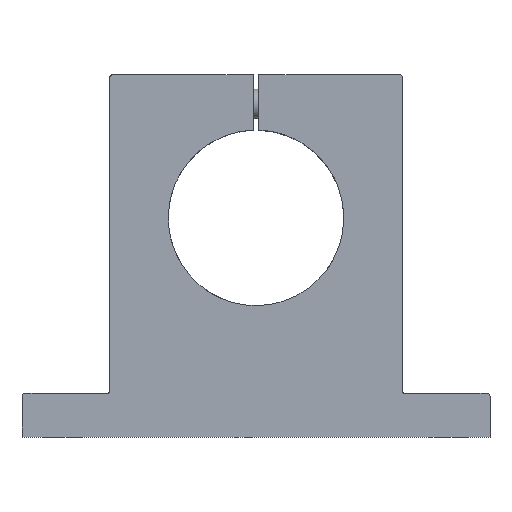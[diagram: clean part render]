
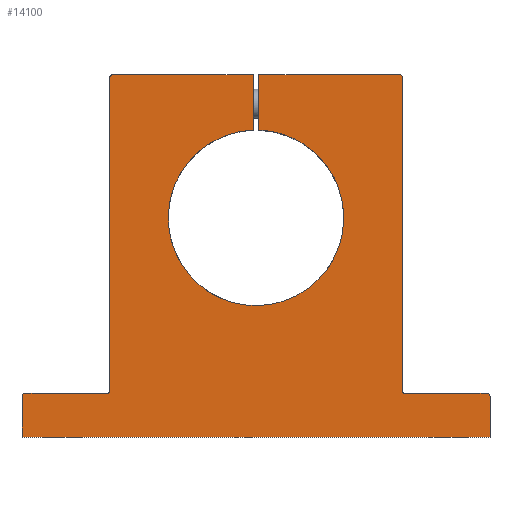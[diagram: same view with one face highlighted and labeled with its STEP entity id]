
A CAD part, top view. The second image highlights one B-rep face of the part: STEP entity #14100.
In plain terms, the highlighted free-form (B-spline) face has degree [1, 1] with [2, 2] control points.
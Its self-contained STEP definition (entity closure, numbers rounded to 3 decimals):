
#100 = CARTESIAN_POINT ('', (-50., 123., 48.));
#110 = VERTEX_POINT ('', #100);
#170 = CARTESIAN_POINT ('', (-49., 124., 48.));
#180 = VERTEX_POINT ('', #170);
#190 = CARTESIAN_POINT ('', (-50., 123., 48.));
#200 = CARTESIAN_POINT ('', (-50., 123.586, 48.));
#210 = CARTESIAN_POINT ('', (-49.586, 124., 48.));
#220 = CARTESIAN_POINT ('', (-49., 124., 48.));
#230 = (
   BOUNDED_CURVE ()
   B_SPLINE_CURVE (3, (#190, #200, #210, #220), .UNSPECIFIED., .F., .U.)
   B_SPLINE_CURVE_WITH_KNOTS ((4, 4), (0., 1.), .UNSPECIFIED.)
   CURVE ()
   GEOMETRIC_REPRESENTATION_ITEM ()
   RATIONAL_B_SPLINE_CURVE ((1., 0.805, 0.805, 1.))
   REPRESENTATION_ITEM ('')
);
#240 = EDGE_CURVE ('', #110, #180, #230, .T.);
#590 = CARTESIAN_POINT ('', (-50., 16., 48.));
#600 = VERTEX_POINT ('', #590);
#660 = CARTESIAN_POINT ('', (-50., 123., 48.));
#670 = CARTESIAN_POINT ('', (-50., 16., 48.));
#680 = B_SPLINE_CURVE_WITH_KNOTS ('', 1, (#660, #670), .UNSPECIFIED., .F., .U., (2, 2), (0., 1.), .UNSPECIFIED.);
#690 = EDGE_CURVE ('', #110, #600, #680, .T.);
#1360 = CARTESIAN_POINT ('', (-51., 15., 48.));
#1370 = VERTEX_POINT ('', #1360);
#1430 = CARTESIAN_POINT ('', (-51., 15., 48.));
#1440 = CARTESIAN_POINT ('', (-50.414, 15., 48.));
#1450 = CARTESIAN_POINT ('', (-50., 15.414, 48.));
#1460 = CARTESIAN_POINT ('', (-50., 16., 48.));
#1470 = (
   BOUNDED_CURVE ()
   B_SPLINE_CURVE (3, (#1430, #1440, #1450, #1460), .UNSPECIFIED., .F., .U.)
   B_SPLINE_CURVE_WITH_KNOTS ((4, 4), (0., 1.), .UNSPECIFIED.)
   CURVE ()
   GEOMETRIC_REPRESENTATION_ITEM ()
   RATIONAL_B_SPLINE_CURVE ((1., 0.805, 0.805, 1.))
   REPRESENTATION_ITEM ('')
);
#1480 = EDGE_CURVE ('', #1370, #600, #1470, .T.);
#1700 = CARTESIAN_POINT ('', (-79., 15., 48.));
#1710 = VERTEX_POINT ('', #1700);
#1770 = CARTESIAN_POINT ('', (-51., 15., 48.));
#1780 = CARTESIAN_POINT ('', (-79., 15., 48.));
#1790 = B_SPLINE_CURVE_WITH_KNOTS ('', 1, (#1770, #1780), .UNSPECIFIED., .F., .U., (2, 2), (0., 1.), .UNSPECIFIED.);
#1800 = EDGE_CURVE ('', #1370, #1710, #1790, .T.);
#3610 = CARTESIAN_POINT ('', (80., 0., 48.));
#3620 = VERTEX_POINT ('', #3610);
#3680 = CARTESIAN_POINT ('', (-80., 0., 48.));
#3690 = VERTEX_POINT ('', #3680);
#3700 = CARTESIAN_POINT ('', (-80., 0., 48.));
#3710 = CARTESIAN_POINT ('', (80., 0., 48.));
#3720 = B_SPLINE_CURVE_WITH_KNOTS ('', 1, (#3700, #3710), .UNSPECIFIED., .F., .U., (2, 2), (0., 1.), .UNSPECIFIED.);
#3730 = EDGE_CURVE ('', #3690, #3620, #3720, .T.);
#5630 = CARTESIAN_POINT ('', (51., 15., 48.));
#5640 = VERTEX_POINT ('', #5630);
#5700 = CARTESIAN_POINT ('', (79., 15., 48.));
#5710 = VERTEX_POINT ('', #5700);
#5720 = CARTESIAN_POINT ('', (51., 15., 48.));
#5730 = CARTESIAN_POINT ('', (79., 15., 48.));
#5740 = B_SPLINE_CURVE_WITH_KNOTS ('', 1, (#5720, #5730), .UNSPECIFIED., .F., .U., (2, 2), (0., 1.), .UNSPECIFIED.);
#5750 = EDGE_CURVE ('', #5640, #5710, #5740, .T.);
#6040 = CARTESIAN_POINT ('', (50., 16., 48.));
#6050 = VERTEX_POINT ('', #6040);
#6110 = CARTESIAN_POINT ('', (50., 16., 48.));
#6120 = CARTESIAN_POINT ('', (50., 15.414, 48.));
#6130 = CARTESIAN_POINT ('', (50.414, 15., 48.));
#6140 = CARTESIAN_POINT ('', (51., 15., 48.));
#6150 = (
   BOUNDED_CURVE ()
   B_SPLINE_CURVE (3, (#6110, #6120, #6130, #6140), .UNSPECIFIED., .F., .U.)
   B_SPLINE_CURVE_WITH_KNOTS ((4, 4), (0., 1.), .UNSPECIFIED.)
   CURVE ()
   GEOMETRIC_REPRESENTATION_ITEM ()
   RATIONAL_B_SPLINE_CURVE ((1., 0.805, 0.805, 1.))
   REPRESENTATION_ITEM ('')
);
#6160 = EDGE_CURVE ('', #6050, #5640, #6150, .T.);
#6380 = CARTESIAN_POINT ('', (50., 123., 48.));
#6390 = VERTEX_POINT ('', #6380);
#6450 = CARTESIAN_POINT ('', (50., 16., 48.));
#6460 = CARTESIAN_POINT ('', (50., 123., 48.));
#6470 = B_SPLINE_CURVE_WITH_KNOTS ('', 1, (#6450, #6460), .UNSPECIFIED., .F., .U., (2, 2), (0., 1.), .UNSPECIFIED.);
#6480 = EDGE_CURVE ('', #6050, #6390, #6470, .T.);
#10380 = CARTESIAN_POINT ('', (49., 124., 48.));
#10390 = VERTEX_POINT ('', #10380);
#10450 = CARTESIAN_POINT ('', (49., 124., 48.));
#10460 = CARTESIAN_POINT ('', (49.586, 124., 48.));
#10470 = CARTESIAN_POINT ('', (50., 123.586, 48.));
#10480 = CARTESIAN_POINT ('', (50., 123., 48.));
#10490 = (
   BOUNDED_CURVE ()
   B_SPLINE_CURVE (3, (#10450, #10460, #10470, #10480), .UNSPECIFIED., .F., .U.)
   B_SPLINE_CURVE_WITH_KNOTS ((4, 4), (0., 1.), .UNSPECIFIED.)
   CURVE ()
   GEOMETRIC_REPRESENTATION_ITEM ()
   RATIONAL_B_SPLINE_CURVE ((1., 0.805, 0.805, 1.))
   REPRESENTATION_ITEM ('')
);
#10500 = EDGE_CURVE ('', #10390, #6390, #10490, .T.);
#10720 = CARTESIAN_POINT ('', (1., 124., 48.));
#10730 = VERTEX_POINT ('', #10720);
#10790 = CARTESIAN_POINT ('', (1., 124., 48.));
#10800 = CARTESIAN_POINT ('', (49., 124., 48.));
#10810 = B_SPLINE_CURVE_WITH_KNOTS ('', 1, (#10790, #10800), .UNSPECIFIED., .F., .U., (2, 2), (0., 1.), .UNSPECIFIED.);
#10820 = EDGE_CURVE ('', #10730, #10390, #10810, .T.);
#11000 = CARTESIAN_POINT ('', (1., 104.983, 48.));
#11010 = VERTEX_POINT ('', #11000);
#11070 = CARTESIAN_POINT ('', (1., 104.983, 48.));
#11080 = CARTESIAN_POINT ('', (1., 124., 48.));
#11090 = B_SPLINE_CURVE_WITH_KNOTS ('', 1, (#11070, #11080), .UNSPECIFIED., .F., .U., (2, 2), (0., 1.), .UNSPECIFIED.);
#11100 = EDGE_CURVE ('', #11010, #10730, #11090, .T.);
#12910 = CARTESIAN_POINT ('', (-1., 124., 48.));
#12920 = VERTEX_POINT ('', #12910);
#12980 = CARTESIAN_POINT ('', (-1., 104.983, 48.));
#12990 = VERTEX_POINT ('', #12980);
#13000 = CARTESIAN_POINT ('', (-1., 124., 48.));
#13010 = CARTESIAN_POINT ('', (-1., 104.983, 48.));
#13020 = B_SPLINE_CURVE_WITH_KNOTS ('', 1, (#13000, #13010), .UNSPECIFIED., .F., .U., (2, 2), (0., 1.), .UNSPECIFIED.);
#13030 = EDGE_CURVE ('', #12920, #12990, #13020, .T.);
#13290 = CARTESIAN_POINT ('', (-49., 124., 48.));
#13300 = CARTESIAN_POINT ('', (-1., 124., 48.));
#13310 = B_SPLINE_CURVE_WITH_KNOTS ('', 1, (#13290, #13300), .UNSPECIFIED., .F., .U., (2, 2), (0., 1.), .UNSPECIFIED.);
#13320 = EDGE_CURVE ('', #180, #12920, #13310, .T.);
#13430 = ORIENTED_EDGE ('', *, *, #1800, .T.);
#13440 = CARTESIAN_POINT ('', (-80., 14., 48.));
#13450 = VERTEX_POINT ('', #13440);
#13460 = CARTESIAN_POINT ('', (-80., 14., 48.));
#13470 = CARTESIAN_POINT ('', (-80., 14.586, 48.));
#13480 = CARTESIAN_POINT ('', (-79.586, 15., 48.));
#13490 = CARTESIAN_POINT ('', (-79., 15., 48.));
#13500 = (
   BOUNDED_CURVE ()
   B_SPLINE_CURVE (3, (#13460, #13470, #13480, #13490), .UNSPECIFIED., .F., .U.)
   B_SPLINE_CURVE_WITH_KNOTS ((4, 4), (0., 1.), .UNSPECIFIED.)
   CURVE ()
   GEOMETRIC_REPRESENTATION_ITEM ()
   RATIONAL_B_SPLINE_CURVE ((1., 0.805, 0.805, 1.))
   REPRESENTATION_ITEM ('')
);
#13510 = EDGE_CURVE ('', #13450, #1710, #13500, .T.);
#13520 = ORIENTED_EDGE ('', *, *, #13510, .F.);
#13530 = CARTESIAN_POINT ('', (-80., 14., 48.));
#13540 = CARTESIAN_POINT ('', (-80., 0., 48.));
#13550 = B_SPLINE_CURVE_WITH_KNOTS ('', 1, (#13530, #13540), .UNSPECIFIED., .F., .U., (2, 2), (0., 1.), .UNSPECIFIED.);
#13560 = EDGE_CURVE ('', #13450, #3690, #13550, .T.);
#13570 = ORIENTED_EDGE ('', *, *, #13560, .T.);
#13580 = ORIENTED_EDGE ('', *, *, #3730, .T.);
#13590 = CARTESIAN_POINT ('', (80., 14., 48.));
#13600 = VERTEX_POINT ('', #13590);
#13610 = CARTESIAN_POINT ('', (80., 14., 48.));
#13620 = CARTESIAN_POINT ('', (80., 0., 48.));
#13630 = B_SPLINE_CURVE_WITH_KNOTS ('', 1, (#13610, #13620), .UNSPECIFIED., .F., .U., (2, 2), (0., 1.), .UNSPECIFIED.);
#13640 = EDGE_CURVE ('', #13600, #3620, #13630, .T.);
#13650 = ORIENTED_EDGE ('', *, *, #13640, .F.);
#13660 = CARTESIAN_POINT ('', (79., 15., 48.));
#13670 = CARTESIAN_POINT ('', (79.586, 15., 48.));
#13680 = CARTESIAN_POINT ('', (80., 14.586, 48.));
#13690 = CARTESIAN_POINT ('', (80., 14., 48.));
#13700 = (
   BOUNDED_CURVE ()
   B_SPLINE_CURVE (3, (#13660, #13670, #13680, #13690), .UNSPECIFIED., .F., .U.)
   B_SPLINE_CURVE_WITH_KNOTS ((4, 4), (0., 1.), .UNSPECIFIED.)
   CURVE ()
   GEOMETRIC_REPRESENTATION_ITEM ()
   RATIONAL_B_SPLINE_CURVE ((1., 0.805, 0.805, 1.))
   REPRESENTATION_ITEM ('')
);
#13710 = EDGE_CURVE ('', #5710, #13600, #13700, .T.);
#13720 = ORIENTED_EDGE ('', *, *, #13710, .F.);
#13730 = ORIENTED_EDGE ('', *, *, #5750, .F.);
#13740 = ORIENTED_EDGE ('', *, *, #6160, .F.);
#13750 = ORIENTED_EDGE ('', *, *, #6480, .T.);
#13760 = ORIENTED_EDGE ('', *, *, #10500, .F.);
#13770 = ORIENTED_EDGE ('', *, *, #10820, .F.);
#13780 = ORIENTED_EDGE ('', *, *, #11100, .F.);
#13790 = CARTESIAN_POINT ('', (-1., 45.017, 48.));
#13800 = VERTEX_POINT ('', #13790);
#13810 = CARTESIAN_POINT ('', (-1., 45.017, 48.));
#13820 = CARTESIAN_POINT ('', (-0.665, 45.005, 48.));
#13830 = CARTESIAN_POINT ('', (-0.332, 45., 48.));
#13840 = CARTESIAN_POINT ('', (0., 45., 48.));
#13850 = CARTESIAN_POINT ('', (58.056, 45., 48.));
#13860 = CARTESIAN_POINT ('', (59.024, 103.048, 48.));
#13870 = CARTESIAN_POINT ('', (1., 104.983, 48.));
#13880 = (
   BOUNDED_CURVE ()
   B_SPLINE_CURVE (3, (#13810, #13820, #13830, #13840, #13850, #13860, #13870), .UNSPECIFIED., .F., .U.)
   B_SPLINE_CURVE_WITH_KNOTS ((4, 3, 4), (0., 0.016, 1.), .UNSPECIFIED.)
   CURVE ()
   GEOMETRIC_REPRESENTATION_ITEM ()
   RATIONAL_B_SPLINE_CURVE ((0.968, 0.979, 0.989, 1., 0.344, 0.344, 1.))
   REPRESENTATION_ITEM ('')
);
#13890 = EDGE_CURVE ('', #13800, #11010, #13880, .T.);
#13900 = ORIENTED_EDGE ('', *, *, #13890, .F.);
#13910 = CARTESIAN_POINT ('', (-1., 104.983, 48.));
#13920 = CARTESIAN_POINT ('', (-56.344, 103.137, 48.));
#13930 = CARTESIAN_POINT ('', (-58.043, 46.919, 48.));
#13940 = CARTESIAN_POINT ('', (-1., 45.017, 48.));
#13950 = (
   BOUNDED_CURVE ()
   B_SPLINE_CURVE (3, (#13910, #13920, #13930, #13940), .UNSPECIFIED., .F., .U.)
   B_SPLINE_CURVE_WITH_KNOTS ((4, 4), (0., 1.), .UNSPECIFIED.)
   CURVE ()
   GEOMETRIC_REPRESENTATION_ITEM ()
   RATIONAL_B_SPLINE_CURVE ((1., 0.355, 0.345, 0.968))
   REPRESENTATION_ITEM ('')
);
#13960 = EDGE_CURVE ('', #12990, #13800, #13950, .T.);
#13970 = ORIENTED_EDGE ('', *, *, #13960, .F.);
#13980 = ORIENTED_EDGE ('', *, *, #13030, .F.);
#13990 = ORIENTED_EDGE ('', *, *, #13320, .F.);
#14000 = ORIENTED_EDGE ('', *, *, #240, .F.);
#14010 = ORIENTED_EDGE ('', *, *, #690, .T.);
#14020 = ORIENTED_EDGE ('', *, *, #1480, .F.);
#14030 = EDGE_LOOP ('', (#13430, #13520, #13570, #13580, #13650, #13720, #13730, #13740, #13750, #13760, #13770, #13780, #13900, #13970, #13980, #13990, #14000, #14010, #14020));
#14040 = FACE_OUTER_BOUND ('', #14030, .T.);
#14050 = CARTESIAN_POINT ('', (-80., 0., 48.));
#14060 = CARTESIAN_POINT ('', (-80., 124., 48.));
#14070 = CARTESIAN_POINT ('', (80., 0., 48.));
#14080 = CARTESIAN_POINT ('', (80., 124., 48.));
#14090 = B_SPLINE_SURFACE_WITH_KNOTS ('', 1, 1, ((#14050, #14060), (#14070, #14080)), .UNSPECIFIED., .F., .F., .U., (2, 2), (2, 2), (0., 1.), (0., 1.), .UNSPECIFIED.);
#14100 = ADVANCED_FACE ('', (#14040), #14090, .T.);
